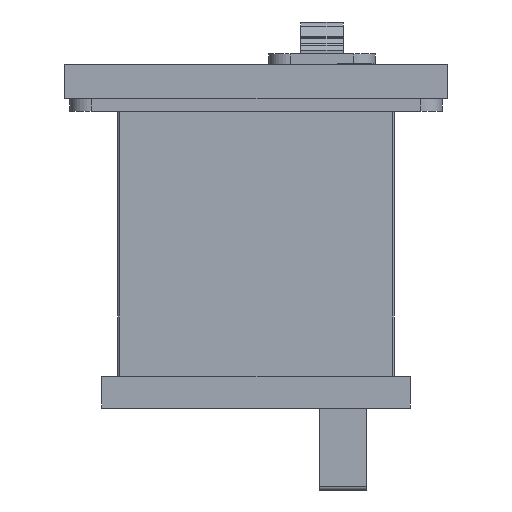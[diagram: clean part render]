
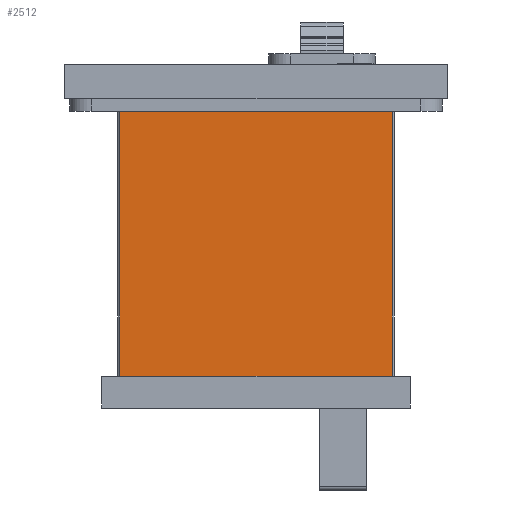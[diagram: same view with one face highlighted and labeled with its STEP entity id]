
A CAD part, left-side view. The second image highlights one B-rep face of the part: STEP entity #2512.
In plain terms, the highlighted planar face has unit normal (-1, 0, 0).
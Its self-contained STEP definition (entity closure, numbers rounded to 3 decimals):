
#2512=ADVANCED_FACE('',(#5999),#6000,.T.);
#4578=VERTEX_POINT('',#8089);
#4580=VERTEX_POINT('',#8091);
#4582=EDGE_CURVE('',#4578,#4580,#8093,.T.);
#4656=VERTEX_POINT('',#8167);
#4658=EDGE_CURVE('',#4578,#4656,#8169,.T.);
#4662=VERTEX_POINT('',#8173);
#4664=EDGE_CURVE('',#4580,#4662,#8175,.T.);
#4666=EDGE_CURVE('',#4656,#4662,#8177,.T.);
#5999=FACE_OUTER_BOUND('',#9654,.T.);
#6000=PLANE('',#9655);
#8089=CARTESIAN_POINT('',(5.0,30.8,10.7));
#8091=CARTESIAN_POINT('',(5.0,5.2,10.7));
#8093=LINE('',#12863,#12864);
#8167=CARTESIAN_POINT('',(5.0,30.8,35.6));
#8169=LINE('',#12980,#12981);
#8173=CARTESIAN_POINT('',(5.0,5.2,35.6));
#8175=LINE('',#12989,#12990);
#8177=LINE('',#12993,#12994);
#9654=EDGE_LOOP('',(#15860,#15861,#15862,#15863));
#9655=AXIS2_PLACEMENT_3D('',#15864,#15865,#15866);
#12863=CARTESIAN_POINT('',(5.0,11.6,10.7));
#12864=VECTOR('',#16858,1.0);
#12980=CARTESIAN_POINT('',(5.0,30.8,7.7));
#12981=VECTOR('',#16891,1.0);
#12989=CARTESIAN_POINT('',(5.0,5.2,7.7));
#12990=VECTOR('',#16895,1.0);
#12993=CARTESIAN_POINT('',(5.0,11.6,35.6));
#12994=VECTOR('',#16896,1.0);
#15860=ORIENTED_EDGE('',*,*,#4582,.T.);
#15861=ORIENTED_EDGE('',*,*,#4664,.T.);
#15862=ORIENTED_EDGE('',*,*,#4666,.F.);
#15863=ORIENTED_EDGE('',*,*,#4658,.F.);
#15864=CARTESIAN_POINT('',(5.0,5.2,7.7));
#15865=DIRECTION('',(-1.0,0.0,0.0));
#15866=DIRECTION('',(0.0,1.0,0.0));
#16858=DIRECTION('',(0.0,-1.0,0.0));
#16891=DIRECTION('',(0.0,0.0,1.0));
#16895=DIRECTION('',(0.0,0.0,1.0));
#16896=DIRECTION('',(0.0,-1.0,0.0));
